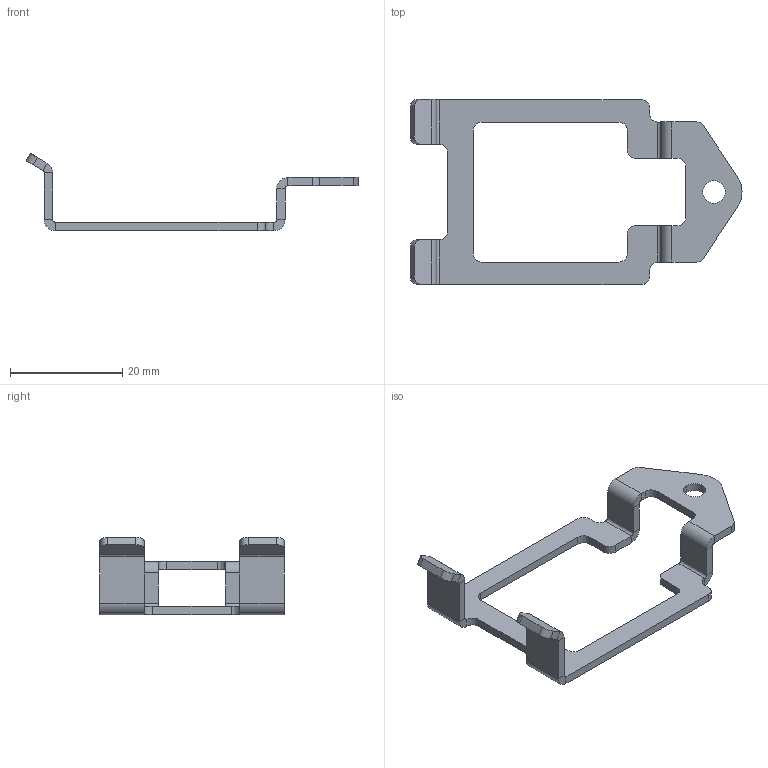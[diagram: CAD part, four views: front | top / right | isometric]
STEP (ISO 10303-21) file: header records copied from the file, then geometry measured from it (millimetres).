
FILE_DESCRIPTION(/* description */ (''),/* implementation_level */ '2;1');
FILE_NAME(/* name */ '8_PR13_FRM_CVR_BAT.step',/* time_stamp */ '2011-05-25T18:11:27-04:00',/* author */ (''),/* organization */ (''),/* preprocessor_version */ 'ST-DEVELOPER v11',/* originating_system */ 'SIEMENS PLM Software NX 7.0',/* authorisation */ '');
FILE_SCHEMA (('AUTOMOTIVE_DESIGN { 1 0 10303 214 1 1 1 1 }'));
Length unit declared in the file: millimetre
Products named in the file (1): 8_PR13_FRM_CVR_BAT
Bounding box: 59.25 x 33 x 13.81 mm (x, y, z)
Volume: 1574.4 mm3; surface area: 2671.2 mm2
Topology: 1 solids, 1 shells, 105 faces, 251 edges, 146 vertices
Faces by surface type: plane 65, cylinder 40
Entity records: 3005 total; most frequent: DIRECTION 543, CARTESIAN_POINT 503, ORIENTED_EDGE 502, EDGE_CURVE 251, AXIS2_PLACEMENT_3D 186, LINE 171, VECTOR 171, VERTEX_POINT 146
